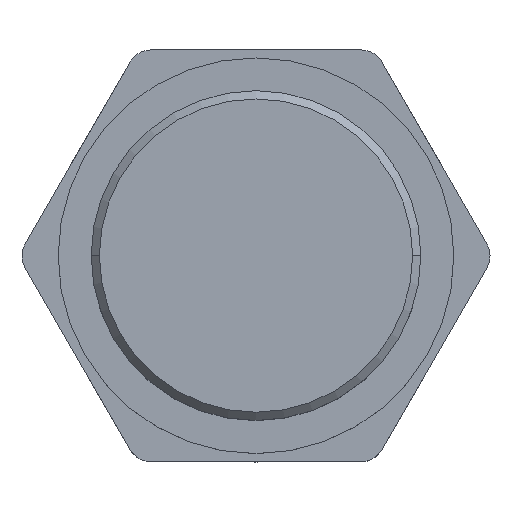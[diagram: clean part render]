
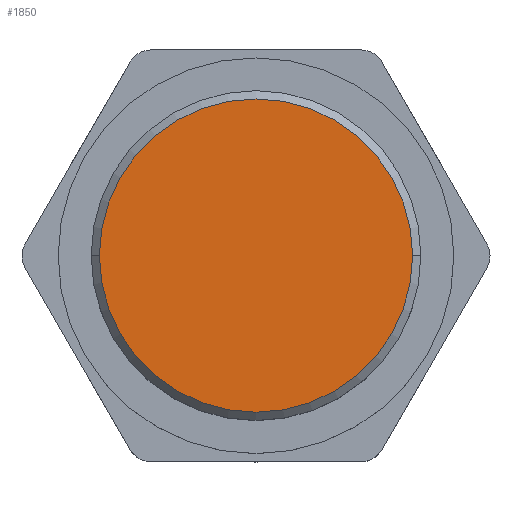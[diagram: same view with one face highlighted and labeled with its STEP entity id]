
A CAD part, top view. The second image highlights one B-rep face of the part: STEP entity #1850.
In plain terms, the highlighted planar face has unit normal (0, 0, 1).
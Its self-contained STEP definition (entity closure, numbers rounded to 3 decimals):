
#157 = CARTESIAN_POINT ( 'NONE',  ( 0., 15.6, 0. ) ) ;
#172 = PLANE ( 'NONE',  #811 ) ;
#223 = FACE_OUTER_BOUND ( 'NONE', #548, .T. ) ;
#233 = AXIS2_PLACEMENT_3D ( 'NONE', #438, #1947, #1215 ) ;
#348 = DIRECTION ( 'NONE',  ( 0., -1., 0. ) ) ;
#438 = CARTESIAN_POINT ( 'NONE',  ( 0., 0., 0. ) ) ;
#548 = EDGE_LOOP ( 'NONE', ( #910, #1889 ) ) ;
#625 = CIRCLE ( 'NONE', #1825, 19. ) ;
#716 = CARTESIAN_POINT ( 'NONE',  ( 0., 0., 0. ) ) ;
#804 = CARTESIAN_POINT ( 'NONE',  ( 19., 0., 0. ) ) ;
#811 = AXIS2_PLACEMENT_3D ( 'NONE', #157, #1093, #348 ) ;
#910 = ORIENTED_EDGE ( 'NONE', *, *, #1483, .T. ) ;
#919 = VERTEX_POINT ( 'NONE', #804 ) ;
#1047 = DIRECTION ( 'NONE',  ( 0., 0., 1. ) ) ;
#1093 = DIRECTION ( 'NONE',  ( 0., 0., -1. ) ) ;
#1215 = DIRECTION ( 'NONE',  ( -1., 0., 0. ) ) ;
#1351 = VERTEX_POINT ( 'NONE', #1635 ) ;
#1483 = EDGE_CURVE ( 'NONE', #1351, #919, #625, .T. ) ;
#1541 = DIRECTION ( 'NONE',  ( -1., 0., 0. ) ) ;
#1635 = CARTESIAN_POINT ( 'NONE',  ( -19., 0., 0. ) ) ;
#1736 = EDGE_CURVE ( 'NONE', #919, #1351, #2235, .T. ) ;
#1825 = AXIS2_PLACEMENT_3D ( 'NONE', #716, #1047, #1541 ) ;
#1850 = ADVANCED_FACE ( 'NONE', ( #223 ), #172, .F. ) ;
#1889 = ORIENTED_EDGE ( 'NONE', *, *, #1736, .T. ) ;
#1947 = DIRECTION ( 'NONE',  ( 0., 0., 1. ) ) ;
#2235 = CIRCLE ( 'NONE', #233, 19. ) ;
